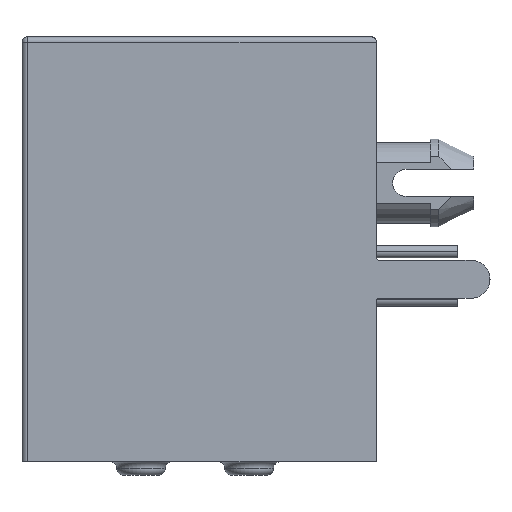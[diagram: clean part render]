
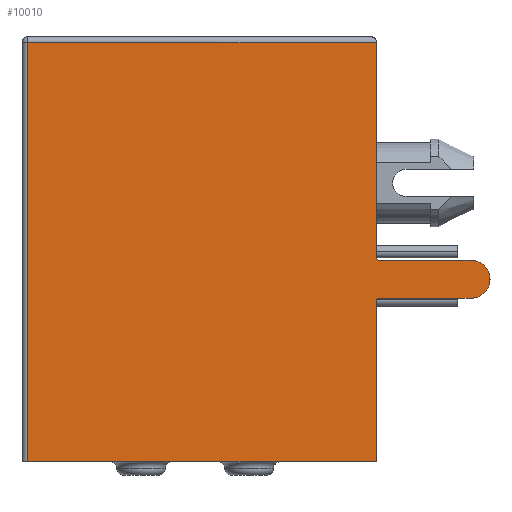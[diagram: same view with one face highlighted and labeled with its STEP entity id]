
A CAD part, left-side view. The second image highlights one B-rep face of the part: STEP entity #10010.
In plain terms, the highlighted planar face has unit normal (-1, 0, 0).
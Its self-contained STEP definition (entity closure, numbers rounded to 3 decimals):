
#763=DIRECTION('',(0.,0.,-1.));
#764=VECTOR('',#763,5.94);
#765=CARTESIAN_POINT('',(-8.13,0.,-9.76));
#766=LINE('',#765,#764);
#775=DIRECTION('',(0.,0.,-1.));
#776=VECTOR('',#775,7.96);
#777=CARTESIAN_POINT('',(-8.13,0.,-0.2));
#778=LINE('',#777,#776);
#3173=DIRECTION('',(0.,-1.,0.));
#3174=VECTOR('',#3173,12.9);
#3175=CARTESIAN_POINT('',(-8.13,12.9,-15.7));
#3176=LINE('',#3175,#3174);
#3697=DIRECTION('',(0.,0.,-1.));
#3698=VECTOR('',#3697,15.5);
#3699=CARTESIAN_POINT('',(-8.13,12.9,-0.2));
#3700=LINE('',#3699,#3698);
#3701=DIRECTION('',(0.,-1.,0.));
#3702=VECTOR('',#3701,12.9);
#3703=CARTESIAN_POINT('',(-8.13,12.9,-0.2));
#3704=LINE('',#3703,#3702);
#3705=DIRECTION('',(0.,-1.,0.));
#3706=VECTOR('',#3705,3.4);
#3707=CARTESIAN_POINT('',(-8.13,-0.1,-8.26));
#3708=LINE('',#3707,#3706);
#3709=CARTESIAN_POINT('',(-8.13,-3.5,-8.96));
#3710=DIRECTION('',(-1.,0.,0.));
#3711=DIRECTION('',(0.,0.,-1.));
#3712=AXIS2_PLACEMENT_3D('',#3709,#3710,#3711);
#3718=DIRECTION('',(0.,-1.,0.));
#3719=VECTOR('',#3718,3.4);
#3720=CARTESIAN_POINT('',(-8.13,-0.1,-9.66));
#3721=LINE('',#3720,#3719);
#3726=CARTESIAN_POINT('',(-8.13,-0.1,-9.76));
#3727=DIRECTION('',(1.,0.,0.));
#3728=DIRECTION('',(0.,1.,0.));
#3729=AXIS2_PLACEMENT_3D('',#3726,#3727,#3728);
#3766=CARTESIAN_POINT('',(-8.13,-0.1,-8.16));
#3767=DIRECTION('',(1.,0.,0.));
#3768=DIRECTION('',(0.,0.,-1.));
#3769=AXIS2_PLACEMENT_3D('',#3766,#3767,#3768);
#4129=CARTESIAN_POINT('',(-8.13,0.,-0.2));
#4130=VERTEX_POINT('',#4129);
#4135=CARTESIAN_POINT('',(-8.13,12.9,-0.2));
#4136=VERTEX_POINT('',#4135);
#4137=CARTESIAN_POINT('',(-8.13,12.9,-15.7));
#4139=VERTEX_POINT('',#4137);
#4149=CARTESIAN_POINT('',(-8.13,0.,-15.7));
#4150=VERTEX_POINT('',#4149);
#4983=CARTESIAN_POINT('',(-8.13,-3.5,-9.66));
#4984=CARTESIAN_POINT('',(-8.13,-3.5,-8.26));
#4985=VERTEX_POINT('',#4983);
#4986=VERTEX_POINT('',#4984);
#5008=CARTESIAN_POINT('',(-8.13,0.,-8.16));
#5010=VERTEX_POINT('',#5008);
#5012=CARTESIAN_POINT('',(-8.13,-0.1,-8.26));
#5014=VERTEX_POINT('',#5012);
#5015=CARTESIAN_POINT('',(-8.13,0.,-9.76));
#5017=VERTEX_POINT('',#5015);
#5019=CARTESIAN_POINT('',(-8.13,-0.1,-9.66));
#5021=VERTEX_POINT('',#5019);
#9988=CARTESIAN_POINT('',(-8.13,13.1,0.));
#9989=DIRECTION('',(-1.,0.,0.));
#9990=DIRECTION('',(0.,-1.,0.));
#9991=AXIS2_PLACEMENT_3D('',#9988,#9989,#9990);
#9992=PLANE('',#9991);
#9994=ORIENTED_EDGE('',*,*,#9993,.F.);
#9996=ORIENTED_EDGE('',*,*,#9995,.F.);
#9997=ORIENTED_EDGE('',*,*,#5890,.T.);
#9998=ORIENTED_EDGE('',*,*,#9123,.F.);
#9999=ORIENTED_EDGE('',*,*,#9103,.F.);
#10000=ORIENTED_EDGE('',*,*,#5795,.T.);
#10001=ORIENTED_EDGE('',*,*,#5898,.T.);
#10003=ORIENTED_EDGE('',*,*,#10002,.F.);
#10005=ORIENTED_EDGE('',*,*,#10004,.T.);
#10007=ORIENTED_EDGE('',*,*,#10006,.F.);
#10008=EDGE_LOOP('',(#9994,#9996,#9997,#9998,#9999,#10000,#10001,#10003,#10005,
#10007));
#10009=FACE_OUTER_BOUND('',#10008,.F.);
#3713=CIRCLE('',#3712,0.7);
#3730=CIRCLE('',#3729,0.1);
#3770=CIRCLE('',#3769,0.1);
#5795=EDGE_CURVE('',#4136,#4130,#3704,.T.);
#5890=EDGE_CURVE('',#5017,#4150,#766,.T.);
#5898=EDGE_CURVE('',#4130,#5010,#778,.T.);
#9103=EDGE_CURVE('',#4136,#4139,#3700,.T.);
#9123=EDGE_CURVE('',#4139,#4150,#3176,.T.);
#9993=EDGE_CURVE('',#5021,#4985,#3721,.T.);
#9995=EDGE_CURVE('',#5017,#5021,#3730,.T.);
#10002=EDGE_CURVE('',#5014,#5010,#3770,.T.);
#10004=EDGE_CURVE('',#5014,#4986,#3708,.T.);
#10006=EDGE_CURVE('',#4985,#4986,#3713,.T.);
#10010=ADVANCED_FACE('',(#10009),#9992,.T.);
